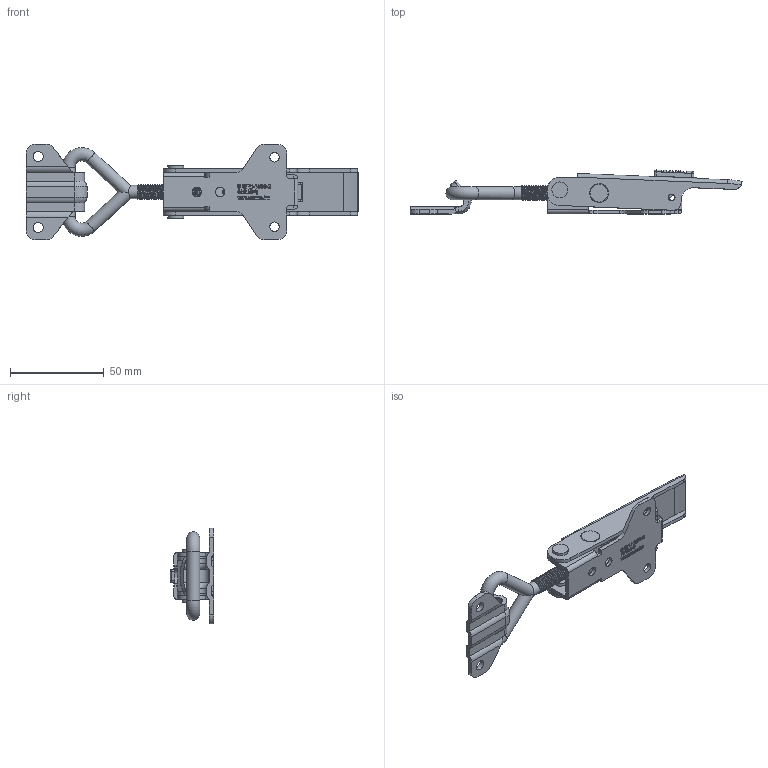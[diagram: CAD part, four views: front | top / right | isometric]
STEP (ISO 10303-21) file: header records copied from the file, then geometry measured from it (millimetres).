
FILE_DESCRIPTION(/* description */ (''),/* implementation_level */ '2;1');
FILE_NAME(/* name */ 'S-SFN-1530-2 v2.step',/* time_stamp */ '2024-06-24T16:18:25+09:00',/* author */ (''),/* organization */ (''),/* preprocessor_version */ 'ST-DEVELOPER v20',/* originating_system */ 'Autodesk Translation Framework v13.14.0.145',/* authorisation */ '');
FILE_SCHEMA (('AUTOMOTIVE_DESIGN { 1 0 10303 214 3 1 1 }'));
Length unit declared in the file: millimetre
Products named in the file (10): S-SFN-1530-2; 스냅링; 걸고리; 링크핀1; 본체 2; 조인트 핀; 본체 1; 버튼; 링크핀2; 아대 (1)
Assembly tree (9 placements, depth 2):
  S-SFN-1530-2
    스냅링
    걸고리
    링크핀1
    본체 2
    조인트 핀
    본체 1
    버튼
    링크핀2
    아대 (1)
Bounding box: 177.24 x 23.49 x 51.2 mm (x, y, z)
Volume: 27781.2 mm3; surface area: 27409.7 mm2
Topology: 9 solids, 9 shells, 1095 faces, 3183 edges, 2149 vertices
Faces by surface type: plane 436, bspline 424, cylinder 218, torus 8, cone 5, sphere 4
Full cylindrical faces by diameter (mm): 3.6 x2, 5 x4, 5.4 x2, 6 x2, 6.2 x2, 6.446 x47, 6.5 x1, 6.779 x4, 7 x6, 7.2 x2, 8 x1, 8.17 x4, 8.5 x2, 10 x1, 10.1 x1, 11.5 x2, 11.6 x1
Entity records: 78777 total; most frequent: CARTESIAN_POINT 52613, ORIENTED_EDGE 6358, DIRECTION 3768, EDGE_CURVE 3179, VERTEX_POINT 2149, LINE 1646, VECTOR 1646, EDGE_LOOP 1178
